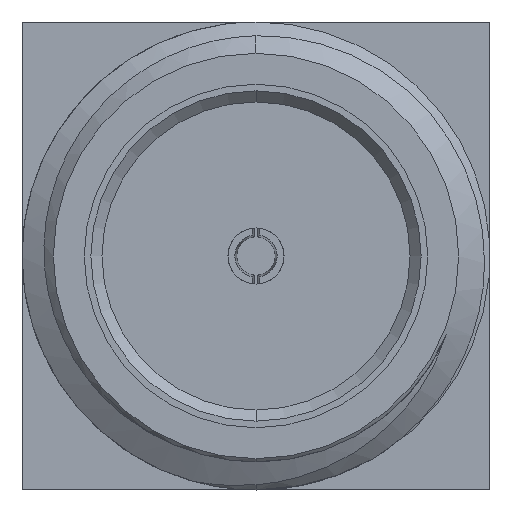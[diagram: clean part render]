
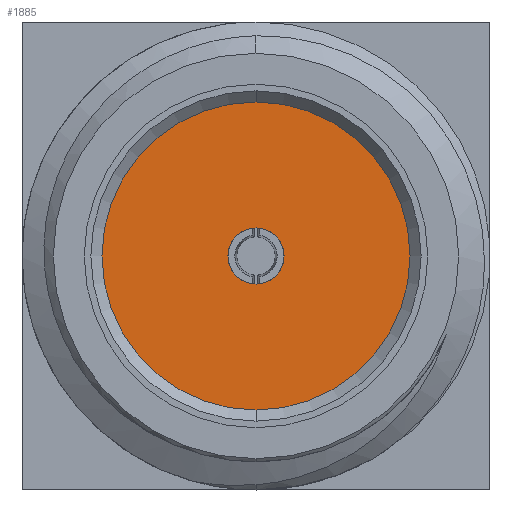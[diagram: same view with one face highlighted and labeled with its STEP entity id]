
A CAD part, left-side view. The second image highlights one B-rep face of the part: STEP entity #1885.
In plain terms, the highlighted planar face has unit normal (-1, 0, 0).
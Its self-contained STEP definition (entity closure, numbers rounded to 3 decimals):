
#1 = AXIS2_PLACEMENT_3D ( 'NONE', #2433, #2608, #2676 ) ;
#184 = CARTESIAN_POINT ( 'NONE',  ( -9.05, 0.375, 2.1 ) ) ;
#188 = CARTESIAN_POINT ( 'NONE',  ( -9.05, 0.375, 0. ) ) ;
#213 = DIRECTION ( 'NONE',  ( 1., 0., 0. ) ) ;
#215 = DIRECTION ( 'NONE',  ( 0., 0., -1. ) ) ;
#227 = EDGE_CURVE ( 'NONE', #2991, #237, #1293, .T. ) ;
#237 = VERTEX_POINT ( 'NONE', #2581 ) ;
#333 = CARTESIAN_POINT ( 'NONE',  ( -9.05, 0.375, 0.38 ) ) ;
#582 = CIRCLE ( 'NONE', #2223, 0.38 ) ;
#708 = DIRECTION ( 'NONE',  ( 1., 0., 0. ) ) ;
#953 = EDGE_CURVE ( 'NONE', #237, #2991, #582, .T. ) ;
#1140 = FACE_BOUND ( 'NONE', #2420, .T. ) ;
#1160 = ORIENTED_EDGE ( 'NONE', *, *, #3212, .F. ) ;
#1293 = CIRCLE ( 'NONE', #2101, 0.38 ) ;
#1487 = AXIS2_PLACEMENT_3D ( 'NONE', #2471, #708, #2780 ) ;
#1574 = EDGE_CURVE ( 'NONE', #2241, #1593, #2261, .T. ) ;
#1593 = VERTEX_POINT ( 'NONE', #184 ) ;
#1598 = ORIENTED_EDGE ( 'NONE', *, *, #227, .F. ) ;
#1885 = ADVANCED_FACE ( 'NONE', ( #3814, #1140 ), #3159, .F. ) ;
#2099 = AXIS2_PLACEMENT_3D ( 'NONE', #188, #213, #215 ) ;
#2101 = AXIS2_PLACEMENT_3D ( 'NONE', #2617, #2625, #2631 ) ;
#2223 = AXIS2_PLACEMENT_3D ( 'NONE', #2838, #2833, #2824 ) ;
#2241 = VERTEX_POINT ( 'NONE', #2674 ) ;
#2261 = CIRCLE ( 'NONE', #2099, 2.1 ) ;
#2420 = EDGE_LOOP ( 'NONE', ( #2705, #1598 ) ) ;
#2433 = CARTESIAN_POINT ( 'NONE',  ( -9.05, 0.375, 0. ) ) ;
#2471 = CARTESIAN_POINT ( 'NONE',  ( -9.05, 0.375, 0. ) ) ;
#2581 = CARTESIAN_POINT ( 'NONE',  ( -9.05, 0.375, -0.38 ) ) ;
#2608 = DIRECTION ( 'NONE',  ( 1., 0., 0. ) ) ;
#2617 = CARTESIAN_POINT ( 'NONE',  ( -9.05, 0.375, 0. ) ) ;
#2625 = DIRECTION ( 'NONE',  ( -1., 0., 0. ) ) ;
#2631 = DIRECTION ( 'NONE',  ( 0., 0., -1. ) ) ;
#2674 = CARTESIAN_POINT ( 'NONE',  ( -9.05, 0.375, -2.1 ) ) ;
#2676 = DIRECTION ( 'NONE',  ( 0., 0., -1. ) ) ;
#2705 = ORIENTED_EDGE ( 'NONE', *, *, #953, .F. ) ;
#2731 = CIRCLE ( 'NONE', #1487, 2.1 ) ;
#2754 = ORIENTED_EDGE ( 'NONE', *, *, #1574, .F. ) ;
#2780 = DIRECTION ( 'NONE',  ( 0., 0., -1. ) ) ;
#2824 = DIRECTION ( 'NONE',  ( 0., 0., -1. ) ) ;
#2833 = DIRECTION ( 'NONE',  ( -1., 0., 0. ) ) ;
#2838 = CARTESIAN_POINT ( 'NONE',  ( -9.05, 0.375, 0. ) ) ;
#2991 = VERTEX_POINT ( 'NONE', #333 ) ;
#3159 = PLANE ( 'NONE',  #1 ) ;
#3212 = EDGE_CURVE ( 'NONE', #1593, #2241, #2731, .T. ) ;
#3644 = EDGE_LOOP ( 'NONE', ( #2754, #1160 ) ) ;
#3814 = FACE_OUTER_BOUND ( 'NONE', #3644, .T. ) ;
